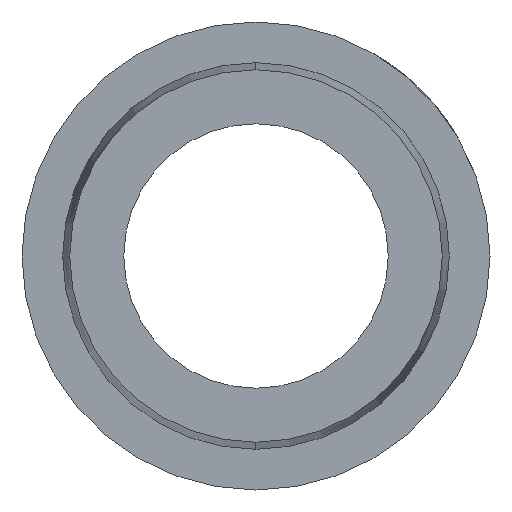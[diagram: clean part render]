
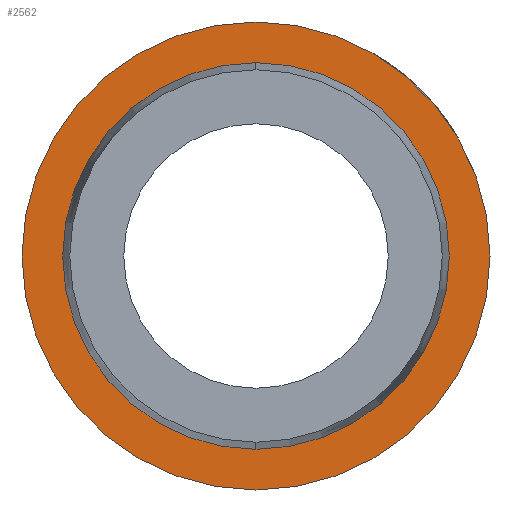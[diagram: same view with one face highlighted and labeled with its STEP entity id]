
A CAD part, left-side view. The second image highlights one B-rep face of the part: STEP entity #2562.
In plain terms, the highlighted planar face has unit normal (-1, 0, 0).
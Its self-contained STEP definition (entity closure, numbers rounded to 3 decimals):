
#133 = EDGE_CURVE ( 'NONE', #1948, #1115, #600, .T. ) ;
#155 = CARTESIAN_POINT ( 'NONE',  ( 27., 0., 0. ) ) ;
#195 = EDGE_LOOP ( 'NONE', ( #3740, #766 ) ) ;
#518 = CIRCLE ( 'NONE', #1273, 9.5 ) ;
#536 = ORIENTED_EDGE ( 'NONE', *, *, #2600, .T. ) ;
#600 = CIRCLE ( 'NONE', #768, 11.5 ) ;
#633 = DIRECTION ( 'NONE',  ( 0., 0., 1. ) ) ;
#717 = EDGE_CURVE ( 'NONE', #2776, #2173, #518, .T. ) ;
#766 = ORIENTED_EDGE ( 'NONE', *, *, #1943, .F. ) ;
#768 = AXIS2_PLACEMENT_3D ( 'NONE', #3970, #3098, #633 ) ;
#1020 = EDGE_LOOP ( 'NONE', ( #1293, #536 ) ) ;
#1032 = DIRECTION ( 'NONE',  ( 0., 0., 1. ) ) ;
#1068 = DIRECTION ( 'NONE',  ( -1., 0., 0. ) ) ;
#1115 = VERTEX_POINT ( 'NONE', #3334 ) ;
#1273 = AXIS2_PLACEMENT_3D ( 'NONE', #155, #4972, #1032 ) ;
#1293 = ORIENTED_EDGE ( 'NONE', *, *, #133, .T. ) ;
#1532 = DIRECTION ( 'NONE',  ( 0., 0., 1. ) ) ;
#1796 = AXIS2_PLACEMENT_3D ( 'NONE', #3147, #3253, #1532 ) ;
#1943 = EDGE_CURVE ( 'NONE', #2173, #2776, #4669, .T. ) ;
#1948 = VERTEX_POINT ( 'NONE', #3861 ) ;
#1996 = PLANE ( 'NONE',  #3234 ) ;
#2173 = VERTEX_POINT ( 'NONE', #3906 ) ;
#2562 = ADVANCED_FACE ( 'NONE', ( #5150, #4421 ), #1996, .F. ) ;
#2600 = EDGE_CURVE ( 'NONE', #1115, #1948, #2989, .T. ) ;
#2776 = VERTEX_POINT ( 'NONE', #4197 ) ;
#2989 = CIRCLE ( 'NONE', #1796, 11.5 ) ;
#3098 = DIRECTION ( 'NONE',  ( -1., 0., 0. ) ) ;
#3147 = CARTESIAN_POINT ( 'NONE',  ( 27., 0., 0. ) ) ;
#3224 = CARTESIAN_POINT ( 'NONE',  ( 27., 9.5, 0. ) ) ;
#3234 = AXIS2_PLACEMENT_3D ( 'NONE', #3224, #4003, #5178 ) ;
#3253 = DIRECTION ( 'NONE',  ( -1., 0., 0. ) ) ;
#3334 = CARTESIAN_POINT ( 'NONE',  ( 27., 0., -11.5 ) ) ;
#3740 = ORIENTED_EDGE ( 'NONE', *, *, #717, .F. ) ;
#3810 = DIRECTION ( 'NONE',  ( 0., 0., 1. ) ) ;
#3861 = CARTESIAN_POINT ( 'NONE',  ( 27., 0., 11.5 ) ) ;
#3906 = CARTESIAN_POINT ( 'NONE',  ( 27., 0., -9.5 ) ) ;
#3970 = CARTESIAN_POINT ( 'NONE',  ( 27., 0., 0. ) ) ;
#4003 = DIRECTION ( 'NONE',  ( 1., 0., 0. ) ) ;
#4197 = CARTESIAN_POINT ( 'NONE',  ( 27., 0., 9.5 ) ) ;
#4421 = FACE_OUTER_BOUND ( 'NONE', #1020, .T. ) ;
#4669 = CIRCLE ( 'NONE', #5002, 9.5 ) ;
#4695 = CARTESIAN_POINT ( 'NONE',  ( 27., 0., 0. ) ) ;
#4972 = DIRECTION ( 'NONE',  ( -1., 0., 0. ) ) ;
#5002 = AXIS2_PLACEMENT_3D ( 'NONE', #4695, #1068, #3810 ) ;
#5150 = FACE_BOUND ( 'NONE', #195, .T. ) ;
#5178 = DIRECTION ( 'NONE',  ( 0., 0., -1. ) ) ;
